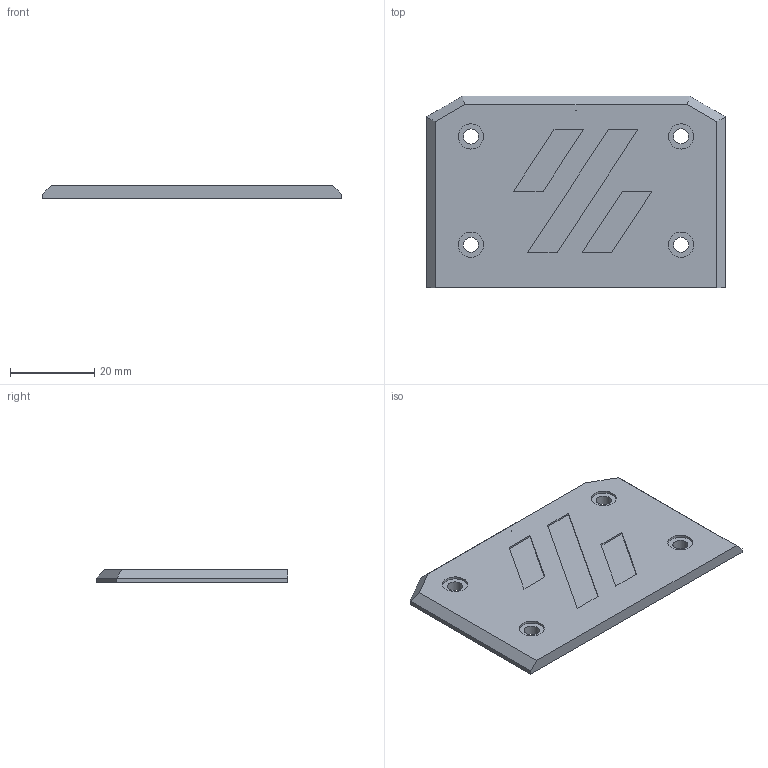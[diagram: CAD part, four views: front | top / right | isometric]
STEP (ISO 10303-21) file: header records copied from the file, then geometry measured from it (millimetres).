
FILE_DESCRIPTION(/* description */ (''),/* implementation_level */ '2;1');
FILE_NAME(/* name */ 'MidCap.step',/* time_stamp */ '2022-01-08T18:17:11+01:00',/* author */ (''),/* organization */ (''),/* preprocessor_version */ 'ST-DEVELOPER v18.1',/* originating_system */ 'Autodesk Translation Framework v10.10.0.1391',/* authorisation */ '');
FILE_SCHEMA (('AUTOMOTIVE_DESIGN { 1 0 10303 214 3 1 1 }'));
Length unit declared in the file: millimetre
Products named in the file (1): (Unsaved)
Bounding box: 71 x 45.59 x 3 mm (x, y, z)
Volume: 8949.9 mm3; surface area: 7026.3 mm2
Topology: 1 solids, 1 shells, 43 faces, 98 edges, 64 vertices
Faces by surface type: plane 35, cylinder 8
Full cylindrical faces by diameter (mm): 3.6 x4, 6 x4
Entity records: 1256 total; most frequent: CARTESIAN_POINT 206, DIRECTION 202, ORIENTED_EDGE 196, EDGE_CURVE 98, LINE 82, VECTOR 82, VERTEX_POINT 64, EDGE_LOOP 60
